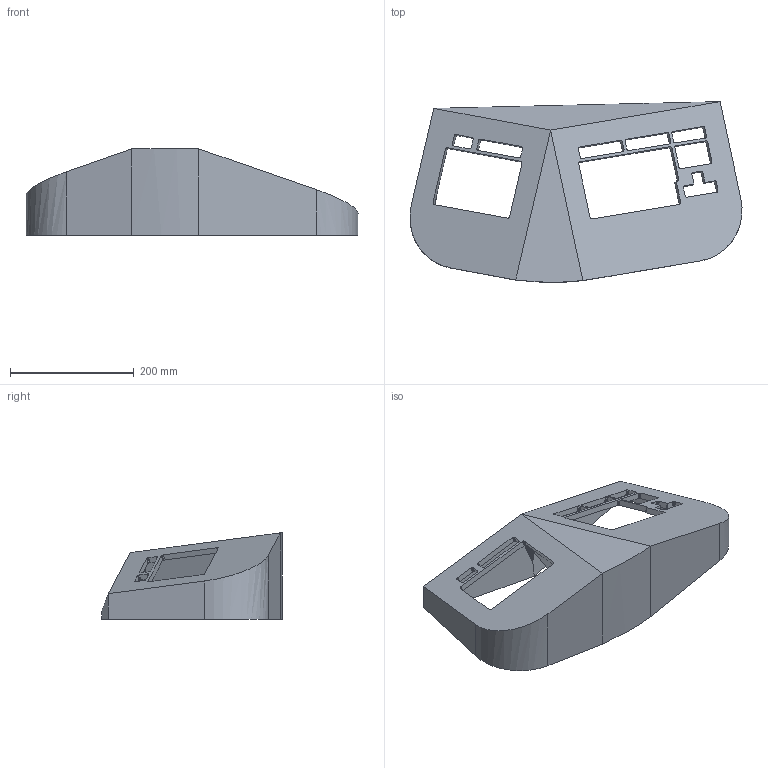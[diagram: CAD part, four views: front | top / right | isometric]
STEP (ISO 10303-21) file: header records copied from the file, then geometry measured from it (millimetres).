
FILE_DESCRIPTION(('FreeCAD Model'),'2;1');
FILE_NAME('tmpqhObFX','2018-07-06T23:29:15',('FreeCAD'),('FreeCAD') ,'Open CASCADE STEP processor 7.2','FreeCAD','Unknown');
FILE_SCHEMA(('AUTOMOTIVE_DESIGN { 1 0 10303 214 1 1 1 1 }'));
Length unit declared in the file: millimetre
Products named in the file (1): Open CASCADE STEP translator 7.2 1
Bounding box: 537.02 x 292.32 x 140.33 mm (x, y, z)
Volume: 6167442.8 mm3; surface area: 429776 mm2
Topology: 1 solids, 1 shells, 391 faces, 1159 edges, 771 vertices
Faces by surface type: plane 388, extrusion 3
Entity records: 27746 total; most frequent: CARTESIAN_POINT 5196, DIRECTION 3903, VECTOR 3110, LINE 3107, ORIENTED_EDGE 2318, PCURVE 2318, DEFINITIONAL_REPRESENTATION 2318, EDGE_CURVE 1159
